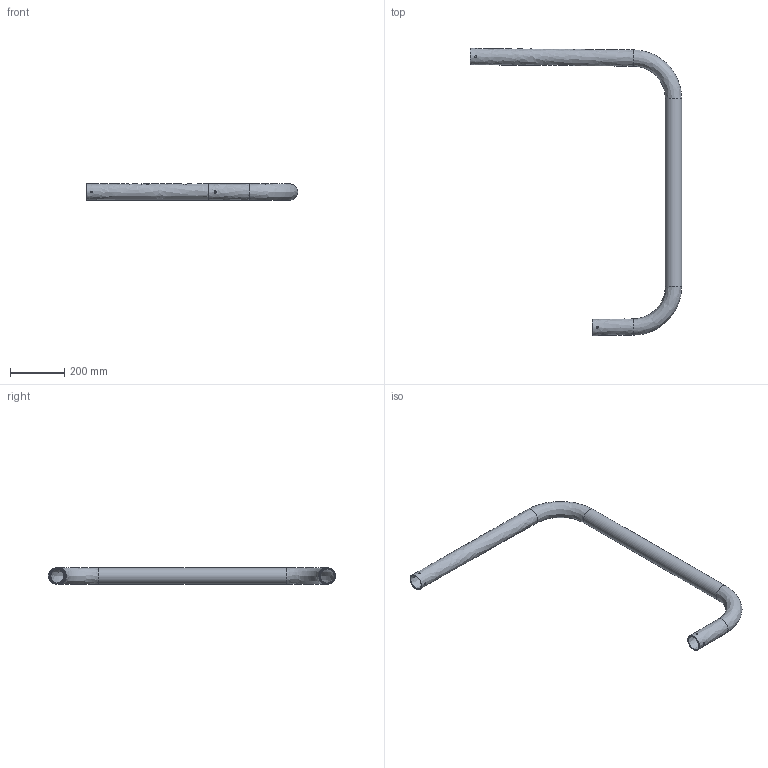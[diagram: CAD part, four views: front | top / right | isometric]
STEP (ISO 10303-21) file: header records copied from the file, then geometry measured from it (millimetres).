
FILE_DESCRIPTION (( 'STEP AP214' ), '1' );
FILE_NAME ('57040110.STEP', '2019-08-22T05:14:03', ( 'Admin' ), ( 'Hewlett-Packard Company' ), 'SwSTEP 2.0', 'SolidWorks 2018', '' );
FILE_SCHEMA (( 'AUTOMOTIVE_DESIGN' ));
Length unit declared in the file: millimetre
Products named in the file (1): 57040110
Bounding box: 780.15 x 1060.27 x 60.3 mm (x, y, z)
Volume: 1109514.7 mm3; surface area: 689094.8 mm2
Topology: 1 solids, 1 shells, 20 faces, 46 edges, 28 vertices
Faces by surface type: bspline 13, cylinder 5, plane 2
Full cylindrical faces by diameter (mm): 6 x4, 8 x1
Entity records: 2074 total; most frequent: CARTESIAN_POINT 1733, ORIENTED_EDGE 50, EDGE_LOOP 50, FACE_OUTER_BOUND 38, DIRECTION 34, VERTEX_POINT 25, EDGE_CURVE 25, ADVANCED_FACE 20
